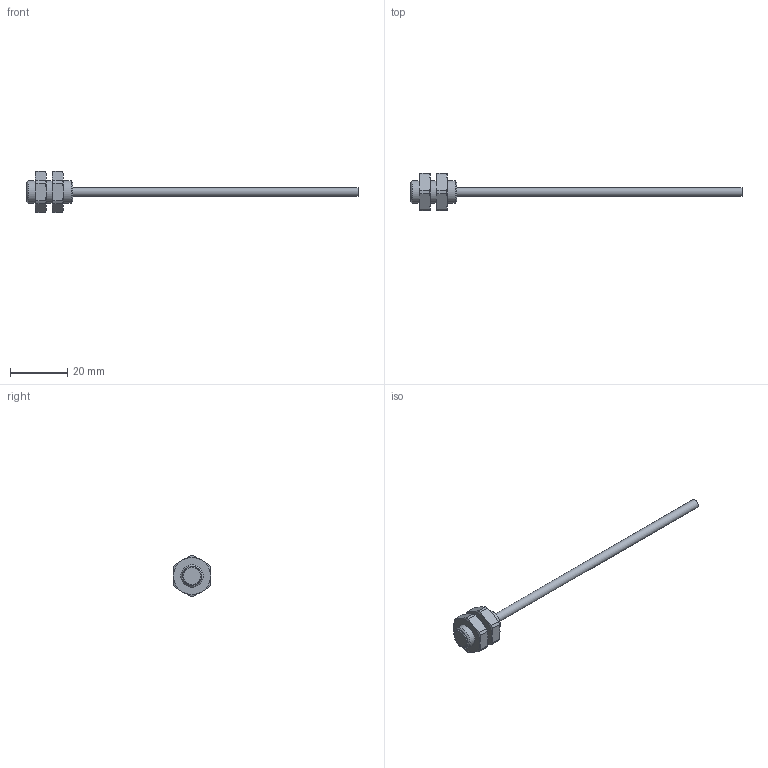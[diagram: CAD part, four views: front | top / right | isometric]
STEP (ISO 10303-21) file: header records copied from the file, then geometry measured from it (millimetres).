
FILE_DESCRIPTION(('FreeCAD Model'),'2;1');
FILE_NAME('DCCK_08_M_15_xxLK.step','2017-03-23T11:26:14',( 'FreeCAD'),('FreeCAD'),'Open CASCADE STEP processor 6.7','FreeCAD', 'Unknown');
FILE_SCHEMA(('AUTOMOTIVE_DESIGN_CC2 { 1 2 10303 214 -1 1 5 4 }'));
Length unit declared in the file: millimetre
Products named in the file (1): DCCK_08_M_15_xxLK
Bounding box: 116.3 x 13 x 14.39 mm (x, y, z)
Volume: 2318.5 mm3; surface area: 1979.6 mm2
Topology: 1 solids, 1 shells, 64 faces, 143 edges, 87 vertices
Faces by surface type: cone 26, plane 20, cylinder 17, torus 1
Full cylindrical faces by diameter (mm): 3.1 x1, 6.5 x1, 8 x3
Entity records: 4987 total; most frequent: CARTESIAN_POINT 2159, DIRECTION 338, ORIENTED_EDGE 286, PCURVE 286, DEFINITIONAL_REPRESENTATION 286, B_SPLINE_CURVE_WITH_KNOTS 170, EDGE_CURVE 143, SURFACE_CURVE 135
